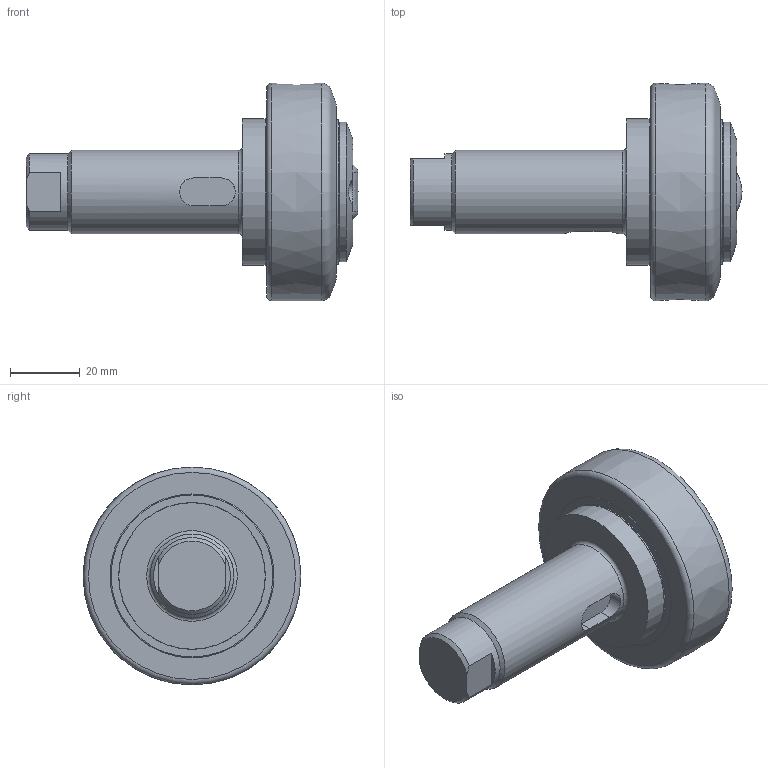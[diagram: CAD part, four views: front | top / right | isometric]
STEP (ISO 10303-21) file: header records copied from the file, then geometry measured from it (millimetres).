
FILE_DESCRIPTION(/* description */ ('-'),/* implementation_level */ '2;1');
FILE_NAME(/* name */ 'ALFATEC_TR060-1300.stp',/* time_stamp */ '2021-01-27T09:42:45+01:00',/* author */ ('kstaebler'),/* organization */ (''),/* preprocessor_version */ 'ST-DEVELOPER v18.1',/* originating_system */ 'Autodesk Inventor 2020',/* authorisation */ '');
FILE_SCHEMA (('AUTOMOTIVE_DESIGN { 1 0 10303 214 3 1 1 }'));
Length unit declared in the file: millimetre
Products named in the file (1): TR 060.1300_Kontur
Bounding box: 95.15 x 62.44 x 62.47 mm (x, y, z)
Volume: 97097.2 mm3; surface area: 22344.3 mm2
Topology: 1 solids, 1 shells, 122 faces, 329 edges, 233 vertices
Faces by surface type: plane 52, cylinder 40, cone 15, torus 11, bspline 4
Full cylindrical faces by diameter (mm): 3 x2, 3.4 x2, 6 x2, 6.5 x2, 10.2 x4, 11 x2, 13 x2, 16 x2, 22 x1, 24 x1, 25.3 x1, 38 x1, 40 x1, 41.5 x1, 42 x2, 42.1 x1, 42.971 x1, 47 x2
Entity records: 4439 total; most frequent: CARTESIAN_POINT 1182, DIRECTION 710, ORIENTED_EDGE 658, EDGE_CURVE 329, AXIS2_PLACEMENT_3D 298, VERTEX_POINT 234, CIRCLE 179, EDGE_LOOP 153
